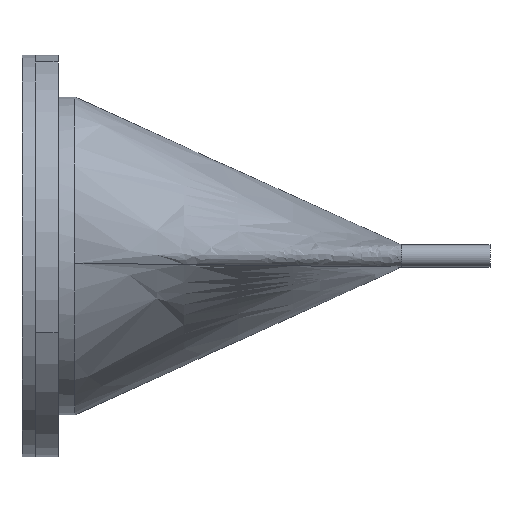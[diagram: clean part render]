
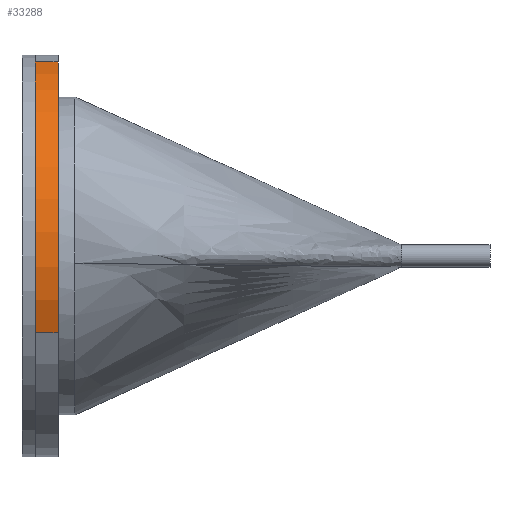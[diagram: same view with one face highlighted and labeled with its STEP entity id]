
A CAD part, front view. The second image highlights one B-rep face of the part: STEP entity #33288.
In plain terms, the highlighted cylindrical face has radius 455 mm (diameter 910 mm), a partial arc.
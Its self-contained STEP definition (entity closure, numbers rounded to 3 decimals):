
#511 = CIRCLE ( 'NONE', #37755, 455. ) ;
#1528 = VERTEX_POINT ( 'NONE', #9968 ) ;
#3035 = CARTESIAN_POINT ( 'NONE',  ( 59.389, -451.107, 52. ) ) ;
#4583 = EDGE_LOOP ( 'NONE', ( #26246, #35950, #26638, #37243 ) ) ;
#4705 = CARTESIAN_POINT ( 'NONE',  ( 0., 0., 52. ) ) ;
#5276 = CARTESIAN_POINT ( 'NONE',  ( 0., 0., 0. ) ) ;
#5281 = CYLINDRICAL_SURFACE ( 'NONE', #13751, 455. ) ;
#5732 = EDGE_CURVE ( 'NONE', #29697, #38483, #24619, .T. ) ;
#6374 = CARTESIAN_POINT ( 'NONE',  ( 59.389, -451.107, 0. ) ) ;
#7879 = VECTOR ( 'NONE', #10141, 1000. ) ;
#9968 = CARTESIAN_POINT ( 'NONE',  ( -455., 0., 0. ) ) ;
#10141 = DIRECTION ( 'NONE',  ( 0., 0., -1. ) ) ;
#13621 = CARTESIAN_POINT ( 'NONE',  ( -455., 0., 52. ) ) ;
#13738 = CARTESIAN_POINT ( 'NONE',  ( 0., 0., 52. ) ) ;
#13751 = AXIS2_PLACEMENT_3D ( 'NONE', #4705, #35075, #17108 ) ;
#13771 = VERTEX_POINT ( 'NONE', #6374 ) ;
#14836 = CARTESIAN_POINT ( 'NONE',  ( -455., 0., 52. ) ) ;
#17108 = DIRECTION ( 'NONE',  ( -1., 0., 0. ) ) ;
#17299 = DIRECTION ( 'NONE',  ( 0., 0., 1. ) ) ;
#19855 = EDGE_CURVE ( 'NONE', #29697, #1528, #22275, .T. ) ;
#22275 = LINE ( 'NONE', #13621, #28536 ) ;
#22465 = DIRECTION ( 'NONE',  ( 0., 0., -1. ) ) ;
#23096 = EDGE_CURVE ( 'NONE', #1528, #13771, #511, .T. ) ;
#24619 = CIRCLE ( 'NONE', #26547, 455. ) ;
#25740 = DIRECTION ( 'NONE',  ( 0., 0., 1. ) ) ;
#26246 = ORIENTED_EDGE ( 'NONE', *, *, #5732, .F. ) ;
#26547 = AXIS2_PLACEMENT_3D ( 'NONE', #13738, #25740, #34446 ) ;
#26638 = ORIENTED_EDGE ( 'NONE', *, *, #23096, .T. ) ;
#27351 = EDGE_CURVE ( 'NONE', #38483, #13771, #27718, .T. ) ;
#27718 = LINE ( 'NONE', #33653, #7879 ) ;
#28536 = VECTOR ( 'NONE', #22465, 1000. ) ;
#28953 = FACE_OUTER_BOUND ( 'NONE', #4583, .T. ) ;
#29697 = VERTEX_POINT ( 'NONE', #14836 ) ;
#33288 = ADVANCED_FACE ( 'NONE', ( #28953 ), #5281, .T. ) ;
#33653 = CARTESIAN_POINT ( 'NONE',  ( 59.389, -451.107, 52. ) ) ;
#34446 = DIRECTION ( 'NONE',  ( 1., 0., 0. ) ) ;
#35075 = DIRECTION ( 'NONE',  ( 0., 0., -1. ) ) ;
#35950 = ORIENTED_EDGE ( 'NONE', *, *, #19855, .T. ) ;
#37243 = ORIENTED_EDGE ( 'NONE', *, *, #27351, .F. ) ;
#37755 = AXIS2_PLACEMENT_3D ( 'NONE', #5276, #17299, #38853 ) ;
#38483 = VERTEX_POINT ( 'NONE', #3035 ) ;
#38853 = DIRECTION ( 'NONE',  ( 1., 0., 0. ) ) ;
